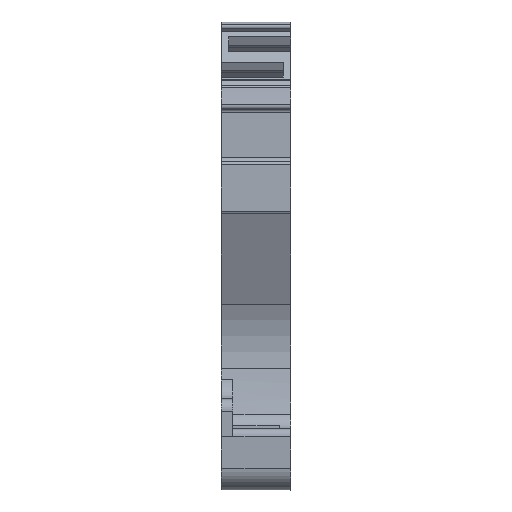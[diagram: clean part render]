
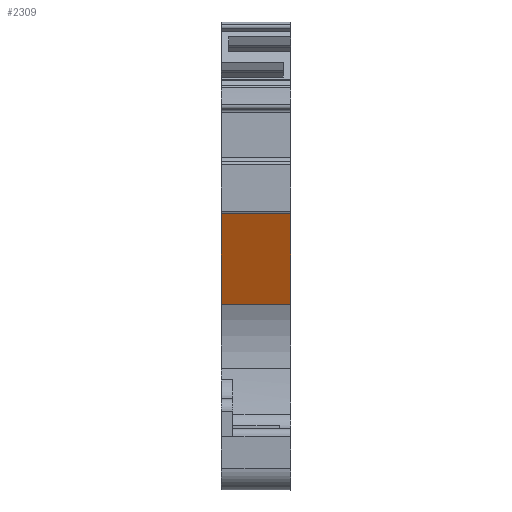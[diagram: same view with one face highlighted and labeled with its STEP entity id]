
A CAD part, front view. The second image highlights one B-rep face of the part: STEP entity #2309.
In plain terms, the highlighted planar face has unit normal (0, -0.91, -0.413).
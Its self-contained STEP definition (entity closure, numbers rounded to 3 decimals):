
#2282=AXIS2_PLACEMENT_3D('Plane Axis2P3D',#2279,#2280,#2281) ;
#2253=CARTESIAN_POINT('Line Origine',(3.,0.919,23.81)) ;
#2257=CARTESIAN_POINT('Vertex',(6.,0.919,23.81)) ;
#2259=CARTESIAN_POINT('Vertex',(0.,0.919,23.81)) ;
#2279=CARTESIAN_POINT('Axis2P3D Location',(0.,0.919,23.81)) ;
#2284=CARTESIAN_POINT('Line Origine',(3.,4.457,16.02)) ;
#2288=CARTESIAN_POINT('Vertex',(6.,4.457,16.02)) ;
#2290=CARTESIAN_POINT('Vertex',(0.,4.457,16.02)) ;
#2293=CARTESIAN_POINT('Line Origine',(6.,2.688,19.915)) ;
#2298=CARTESIAN_POINT('Line Origine',(0.,2.688,19.915)) ;
#2254=DIRECTION('Vector Direction',(1.,0.,0.)) ;
#2280=DIRECTION('Axis2P3D Direction',(0.,0.911,0.413)) ;
#2281=DIRECTION('Axis2P3D XDirection',(0.,0.413,-0.911)) ;
#2285=DIRECTION('Vector Direction',(-1.,0.,0.)) ;
#2294=DIRECTION('Vector Direction',(0.,0.413,-0.911)) ;
#2299=DIRECTION('Vector Direction',(0.,0.413,-0.911)) ;
#2255=VECTOR('Line Direction',#2254,1.) ;
#2286=VECTOR('Line Direction',#2285,1.) ;
#2295=VECTOR('Line Direction',#2294,1.) ;
#2300=VECTOR('Line Direction',#2299,1.) ;
#2304=ORIENTED_EDGE('',*,*,#2292,.F.) ;
#2305=ORIENTED_EDGE('',*,*,#2297,.T.) ;
#2306=ORIENTED_EDGE('',*,*,#2261,.T.) ;
#2307=ORIENTED_EDGE('',*,*,#2302,.F.) ;
#2309=ADVANCED_FACE('KLTR',(#2308),#2283,.F.) ;
#2261=EDGE_CURVE('',#2258,#2260,#2256,.F.) ;
#2292=EDGE_CURVE('',#2289,#2291,#2287,.T.) ;
#2297=EDGE_CURVE('',#2289,#2258,#2296,.F.) ;
#2302=EDGE_CURVE('',#2291,#2260,#2301,.F.) ;
#2303=EDGE_LOOP('',(#2304,#2305,#2306,#2307)) ;
#2308=FACE_OUTER_BOUND('',#2303,.T.) ;
#2256=LINE('Line',#2253,#2255) ;
#2287=LINE('Line',#2284,#2286) ;
#2296=LINE('Line',#2293,#2295) ;
#2301=LINE('Line',#2298,#2300) ;
#2283=PLANE('',#2282) ;
#2258=VERTEX_POINT('',#2257) ;
#2260=VERTEX_POINT('',#2259) ;
#2289=VERTEX_POINT('',#2288) ;
#2291=VERTEX_POINT('',#2290) ;
